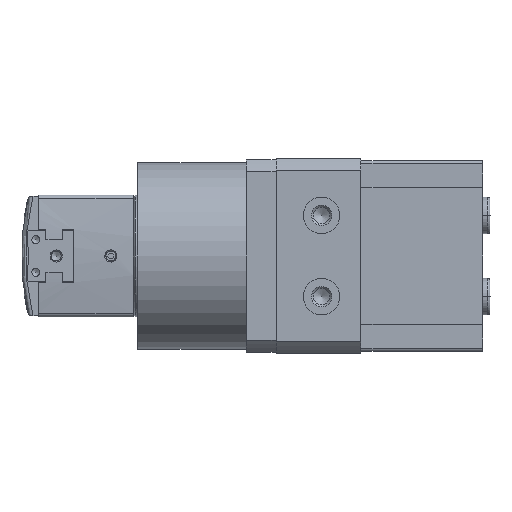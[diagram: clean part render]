
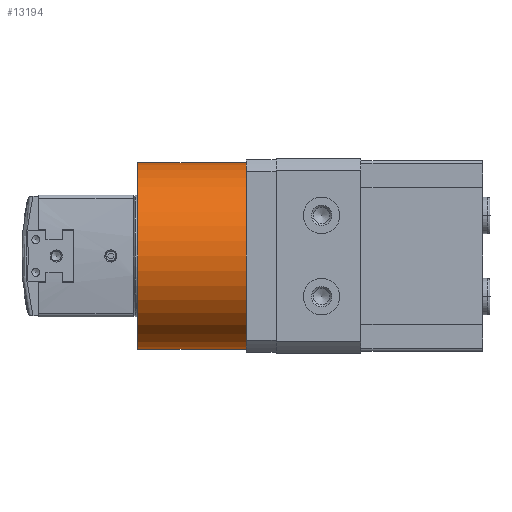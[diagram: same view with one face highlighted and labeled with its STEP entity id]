
A CAD part, left-side view. The second image highlights one B-rep face of the part: STEP entity #13194.
In plain terms, the highlighted cylindrical face has radius 23 mm (diameter 46 mm), a partial arc.
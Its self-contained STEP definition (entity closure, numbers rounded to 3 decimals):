
#391=CYLINDRICAL_SURFACE('',#15728,23.);
#780=CIRCLE('',#15630,23.);
#787=CIRCLE('',#15638,23.);
#3067=ORIENTED_EDGE('',*,*,#5482,.T.);
#3068=ORIENTED_EDGE('',*,*,#5644,.F.);
#3069=ORIENTED_EDGE('',*,*,#5497,.T.);
#3070=ORIENTED_EDGE('',*,*,#5632,.F.);
#5482=EDGE_CURVE('',#7050,#7051,#780,.F.);
#5497=EDGE_CURVE('',#7066,#7064,#787,.T.);
#5632=EDGE_CURVE('',#7050,#7064,#8351,.T.);
#5644=EDGE_CURVE('',#7066,#7051,#8362,.F.);
#7050=VERTEX_POINT('',#22082);
#7051=VERTEX_POINT('',#22083);
#7064=VERTEX_POINT('',#22111);
#7066=VERTEX_POINT('',#22114);
#8351=LINE('',#22399,#9520);
#8362=LINE('',#22421,#9531);
#9520=VECTOR('',#18467,1000.);
#9531=VECTOR('',#18492,1000.);
#10668=EDGE_LOOP('',(#3067,#3068,#3069,#3070));
#11779=FACE_BOUND('',#10668,.T.);
#13194=ADVANCED_FACE('',(#11779),#391,.T.);
#15630=AXIS2_PLACEMENT_3D('',#22081,#18215,#18216);
#15638=AXIS2_PLACEMENT_3D('',#22113,#18239,#18240);
#15728=AXIS2_PLACEMENT_3D('',#22445,#18531,#18532);
#18215=DIRECTION('',(0.,1.,0.));
#18216=DIRECTION('',(0.,0.,1.));
#18239=DIRECTION('',(0.,1.,0.));
#18240=DIRECTION('',(1.,0.,0.));
#18467=DIRECTION('',(0.,-1.,0.));
#18492=DIRECTION('',(0.,-1.,0.));
#18531=DIRECTION('',(0.,-1.,0.));
#18532=DIRECTION('',(0.,0.,-1.));
#22081=CARTESIAN_POINT('',(0.,26.8,0.));
#22082=CARTESIAN_POINT('',(-22.924,26.8,-1.865));
#22083=CARTESIAN_POINT('',(22.924,26.8,-1.865));
#22111=CARTESIAN_POINT('',(-22.924,0.,-1.865));
#22113=CARTESIAN_POINT('',(0.,0.,0.));
#22114=CARTESIAN_POINT('',(22.924,0.,-1.865));
#22399=CARTESIAN_POINT('',(-22.924,15.,-1.865));
#22421=CARTESIAN_POINT('',(22.924,15.,-1.865));
#22445=CARTESIAN_POINT('',(0.,30.,0.));
